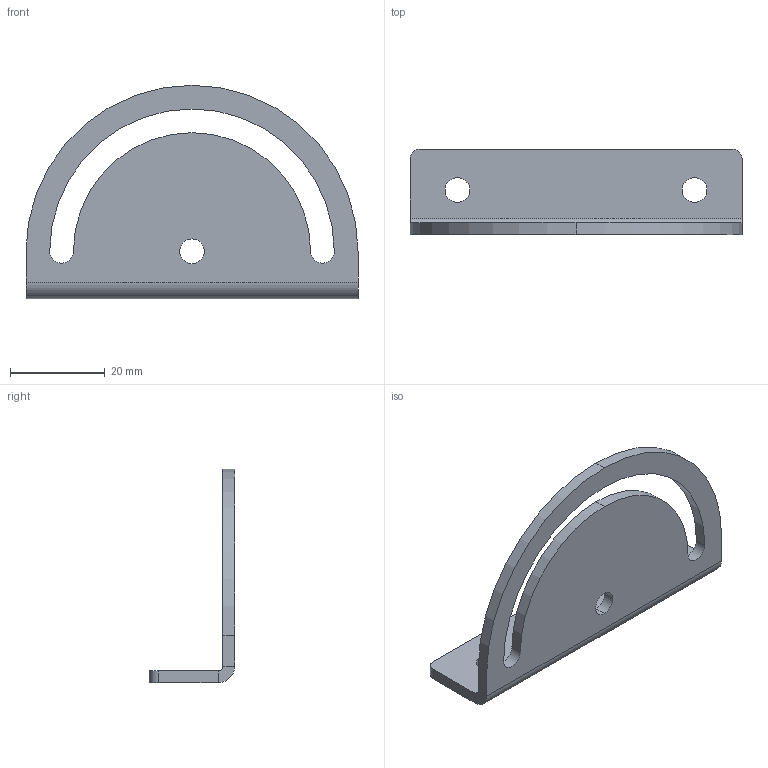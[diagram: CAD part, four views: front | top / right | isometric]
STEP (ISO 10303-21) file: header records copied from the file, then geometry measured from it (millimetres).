
FILE_DESCRIPTION (( 'STEP AP203' ), '1' );
FILE_NAME ('AL-8.21.20 Ðåãóëÿòîð íàêëîííîé ïîëêè ê 20-ìó ïðîôèëþ.STEP', '2024-02-22T06:38:05', ( '' ), ( '' ), 'SwSTEP 2.0', 'SolidWorks 2021', '' );
FILE_SCHEMA (( 'CONFIG_CONTROL_DESIGN' ));
Length unit declared in the file: millimetre
Products named in the file (1): AL-8.21.20 Ðåãóëÿòîð íàêëîííîé ïîëêè ê 20-ìó ïðîôèëþ
Bounding box: 70 x 18 x 45 mm (x, y, z)
Volume: 7811.5 mm3; surface area: 7411.2 mm2
Topology: 1 solids, 1 shells, 29 faces, 73 edges, 46 vertices
Faces by surface type: cylinder 18, plane 11
Entity records: 972 total; most frequent: DIRECTION 169, CARTESIAN_POINT 149, ORIENTED_EDGE 146, EDGE_CURVE 73, AXIS2_PLACEMENT_3D 66, VERTEX_POINT 46, VECTOR 37, EDGE_LOOP 37
